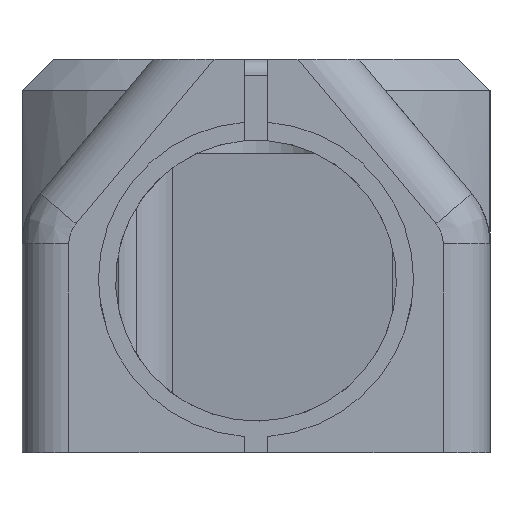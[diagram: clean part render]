
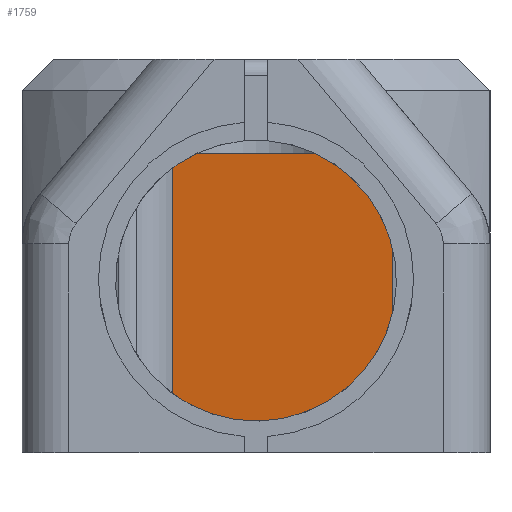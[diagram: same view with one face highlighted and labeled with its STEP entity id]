
A CAD part, left-side view. The second image highlights one B-rep face of the part: STEP entity #1759.
In plain terms, the highlighted planar face has unit normal (-0.985, 0.172, 0).
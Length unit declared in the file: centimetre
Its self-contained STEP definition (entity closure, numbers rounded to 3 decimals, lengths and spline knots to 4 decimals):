
#83=LINE($,#2978,#219);
#87=LINE($,#3002,#223);
#98=LINE($,#3030,#234);
#99=LINE($,#3033,#235);
#100=LINE($,#3035,#236);
#101=LINE($,#3037,#237);
#102=LINE($,#3039,#238);
#103=LINE($,#3040,#239);
#219=VECTOR($,#2193,1.4366);
#223=VECTOR($,#2217,1.92);
#234=VECTOR($,#2250,1.92);
#235=VECTOR($,#2253,0.3932);
#236=VECTOR($,#2254,0.15);
#237=VECTOR($,#2255,0.3045);
#238=VECTOR($,#2256,0.15);
#239=VECTOR($,#2257,0.7388);
#325=PLANE($,#1911);
#428=FACE_OUTER_BOUND($,#541,.T.);
#541=EDGE_LOOP($,(#1350,#1351,#1352,#1353,#1354,#1355,#1356,#1357));
#817=VERTEX_POINT($,#2975);
#818=VERTEX_POINT($,#2977);
#828=VERTEX_POINT($,#3001);
#834=VERTEX_POINT($,#3028);
#835=VERTEX_POINT($,#3032);
#836=VERTEX_POINT($,#3034);
#837=VERTEX_POINT($,#3036);
#838=VERTEX_POINT($,#3038);
#1009=EDGE_CURVE($,#818,#817,#83,.T.);
#1022=EDGE_CURVE($,#818,#828,#87,.T.);
#1037=EDGE_CURVE($,#834,#817,#98,.T.);
#1038=EDGE_CURVE($,#835,#834,#99,.T.);
#1039=EDGE_CURVE($,#835,#836,#100,.T.);
#1040=EDGE_CURVE($,#836,#837,#101,.T.);
#1041=EDGE_CURVE($,#837,#838,#102,.T.);
#1042=EDGE_CURVE($,#838,#828,#103,.T.);
#1350=ORIENTED_EDGE($,*,*,#1022,.F.);
#1351=ORIENTED_EDGE($,*,*,#1009,.T.);
#1352=ORIENTED_EDGE($,*,*,#1037,.F.);
#1353=ORIENTED_EDGE($,*,*,#1038,.F.);
#1354=ORIENTED_EDGE($,*,*,#1039,.T.);
#1355=ORIENTED_EDGE($,*,*,#1040,.T.);
#1356=ORIENTED_EDGE($,*,*,#1041,.T.);
#1357=ORIENTED_EDGE($,*,*,#1042,.T.);
#1759=ADVANCED_FACE($,(#428),#325,.F.);
#1911=AXIS2_PLACEMENT_3D($,#3031,#2251,#2252);
#2193=DIRECTION($,(0.172,0.985,0.));
#2217=DIRECTION($,(0.,0.,-1.));
#2250=DIRECTION($,(0.,0.,1.));
#2251=DIRECTION('center_axis',(0.985,-0.172,0.));
#2252=DIRECTION('ref_axis',(0.172,0.985,0.));
#2253=DIRECTION($,(0.172,0.985,0.));
#2254=DIRECTION($,(0.,0.,1.));
#2255=DIRECTION($,(-0.172,-0.985,0.));
#2256=DIRECTION($,(0.,0.,-1.));
#2257=DIRECTION($,(-0.172,-0.985,0.));
#2975=CARTESIAN_POINT('',(-15.0102,14.0687,1.92));
#2977=CARTESIAN_POINT('',(-15.2572,12.6535,1.92));
#2978=CARTESIAN_POINT($,(-15.0074,14.0847,1.92));
#3001=CARTESIAN_POINT('',(-15.2572,12.6535,0.));
#3002=CARTESIAN_POINT($,(-15.2572,12.6535,0.07));
#3028=CARTESIAN_POINT('',(-15.0102,14.0687,0.));
#3030=CARTESIAN_POINT($,(-15.0102,14.0687,0.07));
#3031=CARTESIAN_POINT('Origin',(-15.2209,12.8612,-1.78));
#3032=CARTESIAN_POINT('',(-15.0778,13.6813,0.));
#3033=CARTESIAN_POINT($,(-14.9186,14.5935,0.));
#3034=CARTESIAN_POINT('',(-15.0778,13.6813,0.15));
#3035=CARTESIAN_POINT($,(-15.0778,13.6813,-0.89));
#3036=CARTESIAN_POINT('',(-15.1302,13.3813,0.15));
#3037=CARTESIAN_POINT($,(-15.1568,13.2286,0.15));
#3038=CARTESIAN_POINT('',(-15.1302,13.3813,0.));
#3039=CARTESIAN_POINT($,(-15.1302,13.3813,-0.89));
#3040=CARTESIAN_POINT($,(-15.0254,13.9818,0.));
